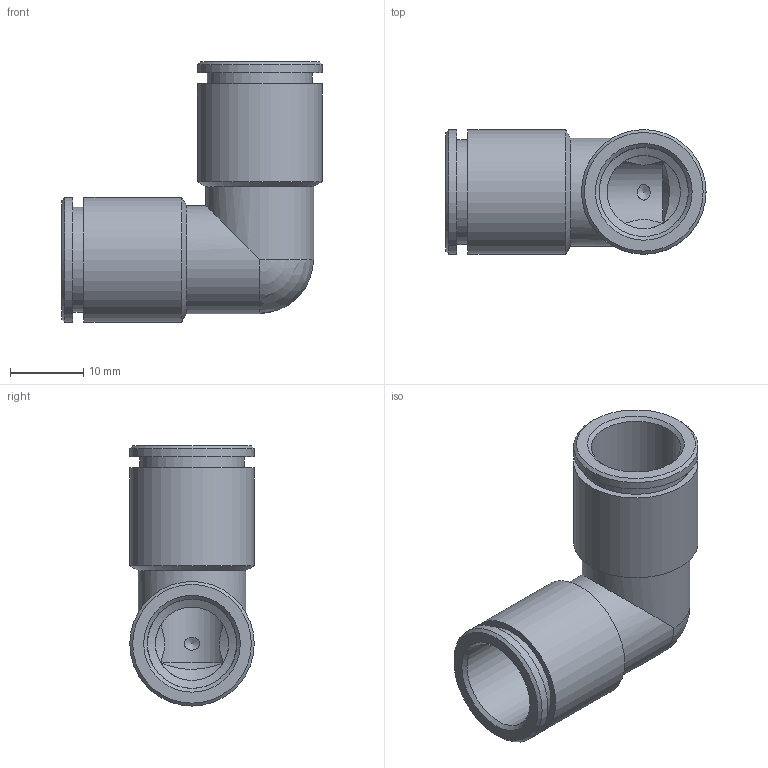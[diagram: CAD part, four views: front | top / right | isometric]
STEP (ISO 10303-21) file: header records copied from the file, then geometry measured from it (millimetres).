
FILE_DESCRIPTION(( 'RV.04.12.00.STP' ), '1');
FILE_NAME( 'RV.04.12.00.STP', '2021-03-01T17:23:31',( 'Sopra'),('sopra-pneumatic.com'), 'SwSTEP 2.0','SolidWorks 2009','' );
FILE_SCHEMA (('AUTOMOTIVE_DESIGN { 1 0 10303 214 3 1 1 }'));
Length unit declared in the file: millimetre
Products named in the file (4): Root; DR12; R200406
Assembly tree (3 placements, depth 2):
  Root
    DR12
    DR12
    R200406
Bounding box: 35.5 x 17 x 35.5 mm (x, y, z)
Volume: 4221.8 mm3; surface area: 6880.9 mm2
Topology: 3 solids, 3 shells, 57 faces, 113 edges, 66 vertices
Faces by surface type: cylinder 22, cone 22, plane 12, sphere 1
Full cylindrical faces by diameter (mm): 10 x2, 12.15 x2, 12.2 x2, 13.2 x2, 14.3 x2, 14.5 x2, 14.7 x2, 17 x4
Entity records: 2501 total; most frequent: CARTESIAN_POINT 753, DIRECTION 242, PRESENTATION_STYLE_ASSIGNMENT 137, COLOUR_RGB 135, DRAUGHTING_PRE_DEFINED_CURVE_FONT 134, CURVE_STYLE 134, OVER_RIDING_STYLED_ITEM 134, ORIENTED_EDGE 134
